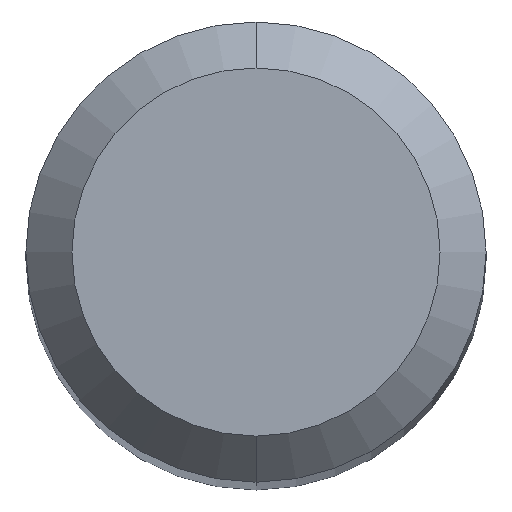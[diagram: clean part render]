
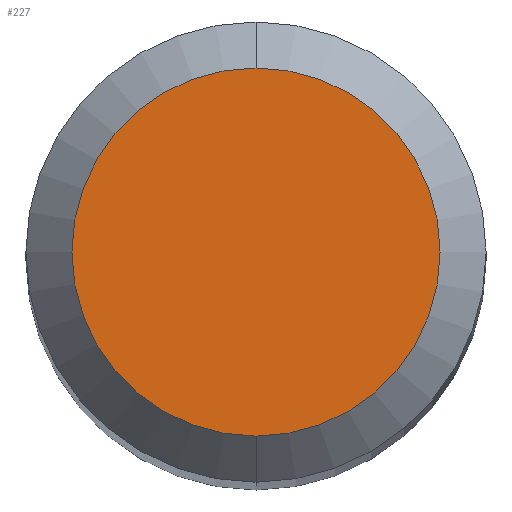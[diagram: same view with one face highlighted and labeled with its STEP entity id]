
A CAD part, top view. The second image highlights one B-rep face of the part: STEP entity #227.
In plain terms, the highlighted planar face has unit normal (0, 0, 1).
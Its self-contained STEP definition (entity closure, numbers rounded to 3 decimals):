
#181=VERTEX_POINT('',#488);
#227=ADVANCED_FACE('',(#537),#538,.T.);
#249=EDGE_CURVE('',#181,#259,#565,.T.);
#259=VERTEX_POINT('',#577);
#443=EDGE_CURVE('',#259,#181,#778,.T.);
#488=CARTESIAN_POINT('',(0.0,1.2,0.0));
#537=FACE_OUTER_BOUND('',#902,.T.);
#538=PLANE('',#903);
#565=CIRCLE('',#949,1.2);
#577=CARTESIAN_POINT('',(0.,-1.2,0.0));
#778=CIRCLE('',#1384,1.2);
#902=EDGE_LOOP('',(#1496,#1497));
#903=AXIS2_PLACEMENT_3D('',#1498,#1499,#1500);
#949=AXIS2_PLACEMENT_3D('',#1546,#1547,#1548);
#1384=AXIS2_PLACEMENT_3D('',#1776,#1777,#1778);
#1496=ORIENTED_EDGE('',*,*,#249,.F.);
#1497=ORIENTED_EDGE('',*,*,#443,.F.);
#1498=CARTESIAN_POINT('',(0.0,0.6,0.0));
#1499=DIRECTION('',(-0.0,0.0,1.0));
#1500=DIRECTION('',(0.0,-1.0,0.0));
#1546=CARTESIAN_POINT('',(0.0,0.0,0.0));
#1547=DIRECTION('',(0.0,0.0,-1.0));
#1548=DIRECTION('',(0.0,1.0,0.0));
#1776=CARTESIAN_POINT('',(0.0,0.0,0.0));
#1777=DIRECTION('',(0.0,0.0,-1.0));
#1778=DIRECTION('',(0.0,1.0,0.0));
